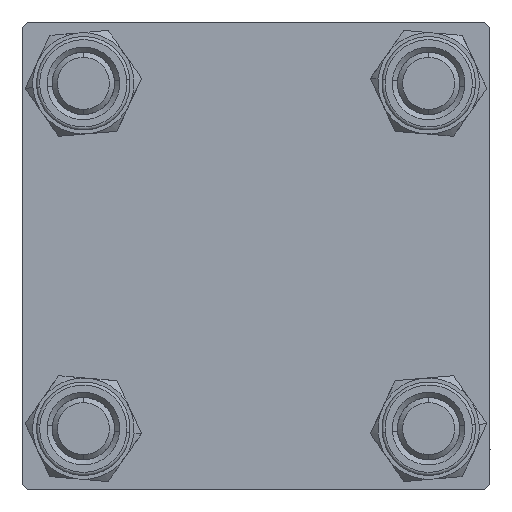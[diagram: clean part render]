
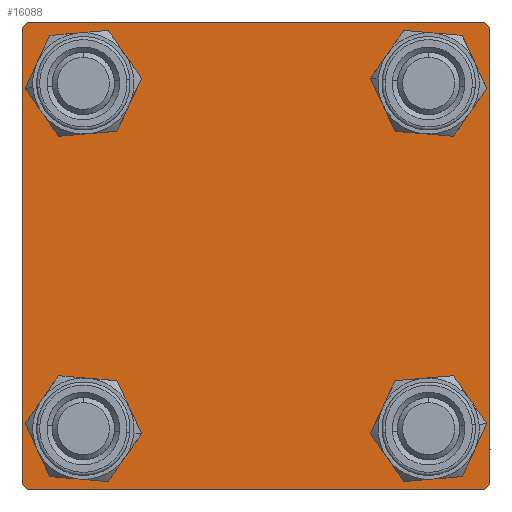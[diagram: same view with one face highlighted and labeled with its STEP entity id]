
A CAD part, left-side view. The second image highlights one B-rep face of the part: STEP entity #16088.
In plain terms, the highlighted planar face has unit normal (-1, 0, 0).
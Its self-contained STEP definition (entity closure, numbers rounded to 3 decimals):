
#1958 = DIRECTION ( 'NONE',  ( 0., 0., -1. ) ) ;
#3366 = DIRECTION ( 'NONE',  ( 1., 0., 0. ) ) ;
#3513 = EDGE_CURVE ( 'NONE', #13983, #49378, #37187, .T. ) ;
#3818 = VECTOR ( 'NONE', #7110, 1000. ) ;
#3895 = DIRECTION ( 'NONE',  ( 1., 0., 0. ) ) ;
#3929 = LINE ( 'NONE', #25187, #17239 ) ;
#4870 = CARTESIAN_POINT ( 'NONE',  ( 0., 16.6, 20.1 ) ) ;
#4908 = EDGE_CURVE ( 'NONE', #45251, #52080, #31329, .T. ) ;
#5230 = FACE_BOUND ( 'NONE', #23338, .T. ) ;
#5261 = ORIENTED_EDGE ( 'NONE', *, *, #30080, .T. ) ;
#6085 = DIRECTION ( 'NONE',  ( 0., 0., 1. ) ) ;
#7110 = DIRECTION ( 'NONE',  ( 0., -1., 0. ) ) ;
#7316 = CARTESIAN_POINT ( 'NONE',  ( 0., -16.6, 16.6 ) ) ;
#7390 = DIRECTION ( 'NONE',  ( 0., 0., 1. ) ) ;
#8168 = DIRECTION ( 'NONE',  ( 0., -0.707, -0.707 ) ) ;
#8725 = EDGE_CURVE ( 'NONE', #26014, #42034, #23795, .T. ) ;
#9190 = ORIENTED_EDGE ( 'NONE', *, *, #35570, .F. ) ;
#9310 = VECTOR ( 'NONE', #40508, 1000. ) ;
#10151 = DIRECTION ( 'NONE',  ( 1., 0., 0. ) ) ;
#10249 = AXIS2_PLACEMENT_3D ( 'NONE', #7316, #28296, #19963 ) ;
#10699 = CARTESIAN_POINT ( 'NONE',  ( 0., -22.5, -22. ) ) ;
#11201 = VERTEX_POINT ( 'NONE', #55979 ) ;
#12019 = ORIENTED_EDGE ( 'NONE', *, *, #36151, .T. ) ;
#12668 = VERTEX_POINT ( 'NONE', #44721 ) ;
#12856 = CARTESIAN_POINT ( 'NONE',  ( 0., -22.5, 22. ) ) ;
#12915 = CARTESIAN_POINT ( 'NONE',  ( 0., 22., -22.5 ) ) ;
#12991 = CIRCLE ( 'NONE', #10249, 3.5 ) ;
#13407 = EDGE_LOOP ( 'NONE', ( #18117, #41296, #20410, #12019, #20907, #38497, #9190, #31084 ) ) ;
#13700 = DIRECTION ( 'NONE',  ( 0., 0., 1. ) ) ;
#13915 = VERTEX_POINT ( 'NONE', #45787 ) ;
#13983 = VERTEX_POINT ( 'NONE', #55830 ) ;
#14075 = EDGE_CURVE ( 'NONE', #49378, #46998, #16780, .T. ) ;
#14132 = ORIENTED_EDGE ( 'NONE', *, *, #54769, .T. ) ;
#15416 = CARTESIAN_POINT ( 'NONE',  ( 0., 16.6, -20.1 ) ) ;
#15840 = CARTESIAN_POINT ( 'NONE',  ( 0., 22.5, -22. ) ) ;
#15865 = ORIENTED_EDGE ( 'NONE', *, *, #16213, .T. ) ;
#16088 = ADVANCED_FACE ( 'NONE', ( #45410, #28192, #5230, #18741, #22744 ), #19019, .T. ) ;
#16213 = EDGE_CURVE ( 'NONE', #56659, #24731, #50149, .T. ) ;
#16348 = EDGE_LOOP ( 'NONE', ( #29247, #25406 ) ) ;
#16780 = LINE ( 'NONE', #43168, #22595 ) ;
#17115 = EDGE_CURVE ( 'NONE', #12668, #51927, #47432, .T. ) ;
#17239 = VECTOR ( 'NONE', #43236, 1000. ) ;
#17263 = ORIENTED_EDGE ( 'NONE', *, *, #4908, .T. ) ;
#17454 = VERTEX_POINT ( 'NONE', #28272 ) ;
#18117 = ORIENTED_EDGE ( 'NONE', *, *, #3513, .T. ) ;
#18741 = FACE_BOUND ( 'NONE', #38119, .T. ) ;
#18846 = DIRECTION ( 'NONE',  ( 0., 0., 1. ) ) ;
#19019 = PLANE ( 'NONE',  #30880 ) ;
#19380 = DIRECTION ( 'NONE',  ( 0., 0.707, 0.707 ) ) ;
#19793 = DIRECTION ( 'NONE',  ( 0., 0., 1. ) ) ;
#19963 = DIRECTION ( 'NONE',  ( 0., 0., 1. ) ) ;
#20031 = EDGE_CURVE ( 'NONE', #20274, #13983, #3929, .T. ) ;
#20035 = CARTESIAN_POINT ( 'NONE',  ( 0., 22.5, 22.5 ) ) ;
#20274 = VERTEX_POINT ( 'NONE', #21976 ) ;
#20410 = ORIENTED_EDGE ( 'NONE', *, *, #55068, .T. ) ;
#20476 = EDGE_CURVE ( 'NONE', #26014, #17454, #50383, .T. ) ;
#20826 = AXIS2_PLACEMENT_3D ( 'NONE', #47564, #3366, #7390 ) ;
#20907 = ORIENTED_EDGE ( 'NONE', *, *, #8725, .F. ) ;
#20921 = VECTOR ( 'NONE', #19380, 1000. ) ;
#21848 = EDGE_CURVE ( 'NONE', #28542, #11201, #35500, .T. ) ;
#21967 = AXIS2_PLACEMENT_3D ( 'NONE', #42926, #3895, #19793 ) ;
#21976 = CARTESIAN_POINT ( 'NONE',  ( 0., 22., 22.5 ) ) ;
#22162 = AXIS2_PLACEMENT_3D ( 'NONE', #23367, #10151, #36845 ) ;
#22595 = VECTOR ( 'NONE', #8168, 1000. ) ;
#22744 = FACE_OUTER_BOUND ( 'NONE', #13407, .T. ) ;
#23338 = EDGE_LOOP ( 'NONE', ( #25686, #5261 ) ) ;
#23367 = CARTESIAN_POINT ( 'NONE',  ( 0., 16.6, 16.6 ) ) ;
#23702 = CARTESIAN_POINT ( 'NONE',  ( 0., 22.5, 22.5 ) ) ;
#23795 = LINE ( 'NONE', #44751, #56198 ) ;
#24731 = VERTEX_POINT ( 'NONE', #51787 ) ;
#24735 = CIRCLE ( 'NONE', #21967, 3.5 ) ;
#24891 = ORIENTED_EDGE ( 'NONE', *, *, #35820, .T. ) ;
#25187 = CARTESIAN_POINT ( 'NONE',  ( 0., 22.25, 22.25 ) ) ;
#25406 = ORIENTED_EDGE ( 'NONE', *, *, #35843, .T. ) ;
#25686 = ORIENTED_EDGE ( 'NONE', *, *, #17115, .T. ) ;
#26014 = VERTEX_POINT ( 'NONE', #12856 ) ;
#26345 = CARTESIAN_POINT ( 'NONE',  ( 0., -16.6, 16.6 ) ) ;
#27617 = CARTESIAN_POINT ( 'NONE',  ( 0., 0., 0. ) ) ;
#28020 = DIRECTION ( 'NONE',  ( 1., 0., 0. ) ) ;
#28192 = FACE_BOUND ( 'NONE', #16348, .T. ) ;
#28272 = CARTESIAN_POINT ( 'NONE',  ( 0., -22., 22.5 ) ) ;
#28296 = DIRECTION ( 'NONE',  ( 1., 0., 0. ) ) ;
#28300 = DIRECTION ( 'NONE',  ( 1., 0., 0. ) ) ;
#28542 = VERTEX_POINT ( 'NONE', #52383 ) ;
#29075 = AXIS2_PLACEMENT_3D ( 'NONE', #44791, #31612, #49963 ) ;
#29247 = ORIENTED_EDGE ( 'NONE', *, *, #21848, .T. ) ;
#29481 = CIRCLE ( 'NONE', #37742, 3.5 ) ;
#30080 = EDGE_CURVE ( 'NONE', #51927, #12668, #24735, .T. ) ;
#30880 = AXIS2_PLACEMENT_3D ( 'NONE', #27617, #54324, #6085 ) ;
#31084 = ORIENTED_EDGE ( 'NONE', *, *, #20031, .T. ) ;
#31329 = CIRCLE ( 'NONE', #22162, 3.5 ) ;
#31612 = DIRECTION ( 'NONE',  ( 1., 0., 0. ) ) ;
#31704 = LINE ( 'NONE', #35705, #52462 ) ;
#33448 = CARTESIAN_POINT ( 'NONE',  ( 0., -22.25, 22.25 ) ) ;
#34075 = CIRCLE ( 'NONE', #38645, 3.5 ) ;
#35251 = DIRECTION ( 'NONE',  ( 1., 0., 0. ) ) ;
#35500 = CIRCLE ( 'NONE', #20826, 3.5 ) ;
#35570 = EDGE_CURVE ( 'NONE', #20274, #17454, #36986, .T. ) ;
#35705 = CARTESIAN_POINT ( 'NONE',  ( 0., 22.5, -22.5 ) ) ;
#35820 = EDGE_CURVE ( 'NONE', #52080, #45251, #34075, .T. ) ;
#35843 = EDGE_CURVE ( 'NONE', #11201, #28542, #29481, .T. ) ;
#36128 = EDGE_LOOP ( 'NONE', ( #14132, #15865 ) ) ;
#36151 = EDGE_CURVE ( 'NONE', #13915, #42034, #46093, .T. ) ;
#36845 = DIRECTION ( 'NONE',  ( 0., 0., 1. ) ) ;
#36986 = LINE ( 'NONE', #20035, #3818 ) ;
#37187 = LINE ( 'NONE', #23702, #49762 ) ;
#37742 = AXIS2_PLACEMENT_3D ( 'NONE', #53867, #28300, #18846 ) ;
#38119 = EDGE_LOOP ( 'NONE', ( #17263, #24891 ) ) ;
#38497 = ORIENTED_EDGE ( 'NONE', *, *, #20476, .T. ) ;
#38645 = AXIS2_PLACEMENT_3D ( 'NONE', #45518, #28020, #41211 ) ;
#40508 = DIRECTION ( 'NONE',  ( 0., -0.707, 0.707 ) ) ;
#41211 = DIRECTION ( 'NONE',  ( 0., 0., 1. ) ) ;
#41296 = ORIENTED_EDGE ( 'NONE', *, *, #14075, .T. ) ;
#41858 = AXIS2_PLACEMENT_3D ( 'NONE', #26345, #35251, #13700 ) ;
#42034 = VERTEX_POINT ( 'NONE', #10699 ) ;
#42926 = CARTESIAN_POINT ( 'NONE',  ( 0., 16.6, -16.6 ) ) ;
#43168 = CARTESIAN_POINT ( 'NONE',  ( 0., 22.25, -22.25 ) ) ;
#43236 = DIRECTION ( 'NONE',  ( 0., 0.707, -0.707 ) ) ;
#44721 = CARTESIAN_POINT ( 'NONE',  ( 0., 16.6, -13.1 ) ) ;
#44751 = CARTESIAN_POINT ( 'NONE',  ( 0., -22.5, 22.5 ) ) ;
#44791 = CARTESIAN_POINT ( 'NONE',  ( 0., 16.6, -16.6 ) ) ;
#45251 = VERTEX_POINT ( 'NONE', #4870 ) ;
#45410 = FACE_BOUND ( 'NONE', #36128, .T. ) ;
#45518 = CARTESIAN_POINT ( 'NONE',  ( 0., 16.6, 16.6 ) ) ;
#45787 = CARTESIAN_POINT ( 'NONE',  ( 0., -22., -22.5 ) ) ;
#46093 = LINE ( 'NONE', #53735, #9310 ) ;
#46998 = VERTEX_POINT ( 'NONE', #12915 ) ;
#47175 = CARTESIAN_POINT ( 'NONE',  ( 0., -16.6, 13.1 ) ) ;
#47432 = CIRCLE ( 'NONE', #29075, 3.5 ) ;
#47564 = CARTESIAN_POINT ( 'NONE',  ( 0., -16.6, -16.6 ) ) ;
#49378 = VERTEX_POINT ( 'NONE', #15840 ) ;
#49762 = VECTOR ( 'NONE', #53858, 1000. ) ;
#49770 = DIRECTION ( 'NONE',  ( 0., -1., 0. ) ) ;
#49963 = DIRECTION ( 'NONE',  ( 0., 0., 1. ) ) ;
#50149 = CIRCLE ( 'NONE', #41858, 3.5 ) ;
#50383 = LINE ( 'NONE', #33448, #20921 ) ;
#51787 = CARTESIAN_POINT ( 'NONE',  ( 0., -16.6, 20.1 ) ) ;
#51927 = VERTEX_POINT ( 'NONE', #15416 ) ;
#52080 = VERTEX_POINT ( 'NONE', #55875 ) ;
#52383 = CARTESIAN_POINT ( 'NONE',  ( 0., -16.6, -13.1 ) ) ;
#52462 = VECTOR ( 'NONE', #49770, 1000. ) ;
#53735 = CARTESIAN_POINT ( 'NONE',  ( 0., -22.25, -22.25 ) ) ;
#53858 = DIRECTION ( 'NONE',  ( 0., 0., -1. ) ) ;
#53867 = CARTESIAN_POINT ( 'NONE',  ( 0., -16.6, -16.6 ) ) ;
#54324 = DIRECTION ( 'NONE',  ( -1., 0., 0. ) ) ;
#54769 = EDGE_CURVE ( 'NONE', #24731, #56659, #12991, .T. ) ;
#55068 = EDGE_CURVE ( 'NONE', #46998, #13915, #31704, .T. ) ;
#55830 = CARTESIAN_POINT ( 'NONE',  ( 0., 22.5, 22. ) ) ;
#55875 = CARTESIAN_POINT ( 'NONE',  ( 0., 16.6, 13.1 ) ) ;
#55979 = CARTESIAN_POINT ( 'NONE',  ( 0., -16.6, -20.1 ) ) ;
#56198 = VECTOR ( 'NONE', #1958, 1000. ) ;
#56659 = VERTEX_POINT ( 'NONE', #47175 ) ;
